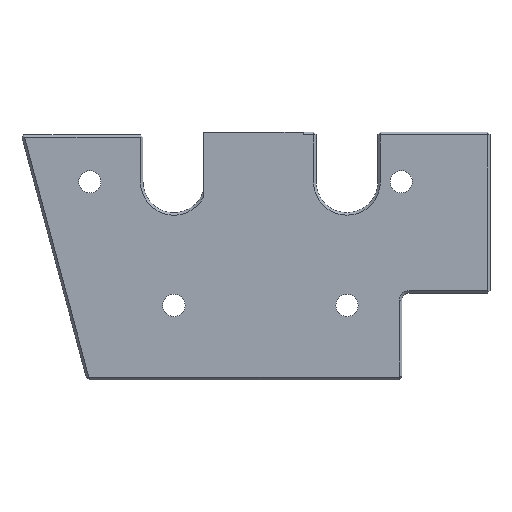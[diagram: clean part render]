
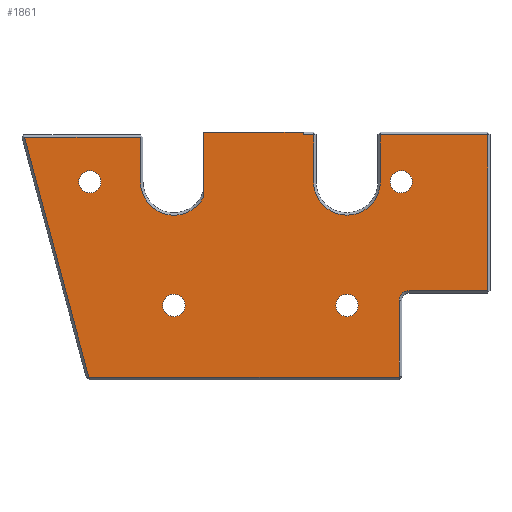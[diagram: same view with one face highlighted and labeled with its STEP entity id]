
A CAD part, top view. The second image highlights one B-rep face of the part: STEP entity #1861.
In plain terms, the highlighted planar face has unit normal (0, 0, 1).
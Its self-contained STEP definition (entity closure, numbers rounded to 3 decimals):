
#187=DIRECTION('',(0.,-1.,0.));
#188=VECTOR('',#187,26.352);
#189=CARTESIAN_POINT('',(-198.088,-298.,293.7));
#190=LINE('',#189,#188);
#194=DIRECTION('',(-1.,0.,0.));
#195=VECTOR('',#194,40.367);
#196=CARTESIAN_POINT('',(-157.721,-298.,293.7));
#197=LINE('',#196,#195);
#201=DIRECTION('',(0.,1.,0.));
#202=VECTOR('',#201,1.);
#203=CARTESIAN_POINT('',(-157.721,-299.,293.7));
#204=LINE('',#203,#202);
#208=CARTESIAN_POINT('',(-140.,-318.,293.7));
#209=DIRECTION('',(0.,0.,-1.));
#210=DIRECTION('',(1.,0.,0.));
#211=AXIS2_PLACEMENT_3D('',#208,#209,#210);
#216=CARTESIAN_POINT('',(-114.901,-365.995,293.7));
#217=DIRECTION('',(0.,0.,-1.));
#218=DIRECTION('',(-1.,0.,0.));
#219=AXIS2_PLACEMENT_3D('',#216,#217,#218);
#224=DIRECTION('',(0.259,-0.966,0.));
#225=VECTOR('',#224,100.422);
#226=CARTESIAN_POINT('',(-270.394,-300.,293.7));
#227=LINE('',#226,#225);
#231=CARTESIAN_POINT('',(-210.,-318.,293.7));
#232=DIRECTION('',(0.,0.,-1.));
#233=DIRECTION('',(0.882,-0.471,0.));
#234=AXIS2_PLACEMENT_3D('',#231,#232,#233);
#239=CARTESIAN_POINT('',(-118.,-318.,293.7));
#240=DIRECTION('',(0.,0.,-1.));
#241=DIRECTION('',(1.,0.,0.));
#242=AXIS2_PLACEMENT_3D('',#239,#240,#241);
#247=CARTESIAN_POINT('',(-118.,-318.,293.7));
#248=DIRECTION('',(0.,0.,-1.));
#249=DIRECTION('',(-1.,0.,0.));
#250=AXIS2_PLACEMENT_3D('',#247,#248,#249);
#255=CARTESIAN_POINT('',(-140.,-368.,293.7));
#256=DIRECTION('',(0.,0.,-1.));
#257=DIRECTION('',(1.,0.,0.));
#258=AXIS2_PLACEMENT_3D('',#255,#256,#257);
#263=CARTESIAN_POINT('',(-140.,-368.,293.7));
#264=DIRECTION('',(0.,0.,-1.));
#265=DIRECTION('',(-1.,0.,0.));
#266=AXIS2_PLACEMENT_3D('',#263,#264,#265);
#271=CARTESIAN_POINT('',(-210.,-368.,293.7));
#272=DIRECTION('',(0.,0.,-1.));
#273=DIRECTION('',(1.,0.,0.));
#274=AXIS2_PLACEMENT_3D('',#271,#272,#273);
#279=CARTESIAN_POINT('',(-210.,-368.,293.7));
#280=DIRECTION('',(0.,0.,-1.));
#281=DIRECTION('',(-1.,0.,0.));
#282=AXIS2_PLACEMENT_3D('',#279,#280,#281);
#287=CARTESIAN_POINT('',(-244.,-318.,293.7));
#288=DIRECTION('',(0.,0.,-1.));
#289=DIRECTION('',(1.,0.,0.));
#290=AXIS2_PLACEMENT_3D('',#287,#288,#289);
#295=CARTESIAN_POINT('',(-244.,-318.,293.7));
#296=DIRECTION('',(0.,0.,-1.));
#297=DIRECTION('',(-1.,0.,0.));
#298=AXIS2_PLACEMENT_3D('',#295,#296,#297);
#433=DIRECTION('',(-1.,0.,0.));
#434=VECTOR('',#433,125.501);
#435=CARTESIAN_POINT('',(-118.901,-397.,293.7));
#436=LINE('',#435,#434);
#468=DIRECTION('',(0.,-1.,0.));
#469=VECTOR('',#468,31.005);
#470=CARTESIAN_POINT('',(-118.901,-365.995,293.7));
#471=LINE('',#470,#469);
#504=DIRECTION('',(-1.,0.,0.));
#505=VECTOR('',#504,31.755);
#506=CARTESIAN_POINT('',(-83.146,-361.995,293.7));
#507=LINE('',#506,#505);
#715=DIRECTION('',(0.,-1.,0.));
#716=VECTOR('',#715,62.995);
#717=CARTESIAN_POINT('',(-83.146,-299.,293.7));
#718=LINE('',#717,#716);
#919=DIRECTION('',(0.,-1.,0.));
#920=VECTOR('',#919,19.);
#921=CARTESIAN_POINT('',(-153.5,-299.,293.7));
#922=LINE('',#921,#920);
#1004=DIRECTION('',(1.,0.,0.));
#1005=VECTOR('',#1004,43.354);
#1006=CARTESIAN_POINT('',(-126.5,-299.,293.7));
#1007=LINE('',#1006,#1005);
#1032=DIRECTION('',(0.,1.,0.));
#1033=VECTOR('',#1032,19.);
#1034=CARTESIAN_POINT('',(-126.5,-318.,293.7));
#1035=LINE('',#1034,#1033);
#1046=DIRECTION('',(1.,0.,0.));
#1047=VECTOR('',#1046,4.221);
#1048=CARTESIAN_POINT('',(-157.721,-299.,293.7));
#1049=LINE('',#1048,#1047);
#1214=DIRECTION('',(1.,0.,0.));
#1215=VECTOR('',#1214,46.894);
#1216=CARTESIAN_POINT('',(-270.394,-300.,293.7));
#1217=LINE('',#1216,#1215);
#1333=DIRECTION('',(0.,-1.,0.));
#1334=VECTOR('',#1333,18.);
#1335=CARTESIAN_POINT('',(-223.5,-300.,293.7));
#1336=LINE('',#1335,#1334);
#1524=CARTESIAN_POINT('',(-244.402,-397.,293.7));
#1526=VERTEX_POINT('',#1524);
#1540=CARTESIAN_POINT('',(-270.394,-300.,293.7));
#1542=VERTEX_POINT('',#1540);
#1547=CARTESIAN_POINT('',(-198.088,-324.352,293.7));
#1548=CARTESIAN_POINT('',(-223.5,-318.,293.7));
#1549=VERTEX_POINT('',#1547);
#1550=VERTEX_POINT('',#1548);
#1558=CARTESIAN_POINT('',(-223.5,-300.,293.7));
#1559=VERTEX_POINT('',#1558);
#1566=CARTESIAN_POINT('',(-157.721,-299.,293.7));
#1567=CARTESIAN_POINT('',(-157.721,-298.,293.7));
#1568=VERTEX_POINT('',#1566);
#1569=VERTEX_POINT('',#1567);
#1572=CARTESIAN_POINT('',(-118.901,-397.,293.7));
#1574=VERTEX_POINT('',#1572);
#1580=CARTESIAN_POINT('',(-198.088,-298.,293.7));
#1581=VERTEX_POINT('',#1580);
#1584=CARTESIAN_POINT('',(-83.146,-299.,293.7));
#1585=CARTESIAN_POINT('',(-83.146,-361.995,293.7));
#1586=VERTEX_POINT('',#1584);
#1587=VERTEX_POINT('',#1585);
#1602=CARTESIAN_POINT('',(-126.5,-299.,293.7));
#1603=VERTEX_POINT('',#1602);
#1604=CARTESIAN_POINT('',(-126.5,-318.,293.7));
#1606=VERTEX_POINT('',#1604);
#1608=CARTESIAN_POINT('',(-153.5,-299.,293.7));
#1609=VERTEX_POINT('',#1608);
#1621=CARTESIAN_POINT('',(-153.5,-318.,293.7));
#1623=VERTEX_POINT('',#1621);
#1654=CARTESIAN_POINT('',(-118.901,-365.995,293.7));
#1655=VERTEX_POINT('',#1654);
#1658=CARTESIAN_POINT('',(-114.901,-361.995,293.7));
#1659=VERTEX_POINT('',#1658);
#1683=CARTESIAN_POINT('',(-122.5,-318.,293.7));
#1685=VERTEX_POINT('',#1683);
#1687=CARTESIAN_POINT('',(-113.5,-318.,293.7));
#1689=VERTEX_POINT('',#1687);
#1695=CARTESIAN_POINT('',(-144.5,-368.,293.7));
#1697=VERTEX_POINT('',#1695);
#1699=CARTESIAN_POINT('',(-135.5,-368.,293.7));
#1701=VERTEX_POINT('',#1699);
#1714=CARTESIAN_POINT('',(-248.5,-318.,293.7));
#1715=VERTEX_POINT('',#1714);
#1716=CARTESIAN_POINT('',(-239.5,-318.,293.7));
#1717=VERTEX_POINT('',#1716);
#1726=CARTESIAN_POINT('',(-214.5,-368.,293.7));
#1727=VERTEX_POINT('',#1726);
#1728=CARTESIAN_POINT('',(-205.5,-368.,293.7));
#1729=VERTEX_POINT('',#1728);
#1797=CARTESIAN_POINT('',(-25.,323.,293.7));
#1798=DIRECTION('',(0.,0.,-1.));
#1799=DIRECTION('',(0.,1.,0.));
#1800=AXIS2_PLACEMENT_3D('',#1797,#1798,#1799);
#1801=PLANE('',#1800);
#1803=ORIENTED_EDGE('',*,*,#1802,.F.);
#1805=ORIENTED_EDGE('',*,*,#1804,.F.);
#1807=ORIENTED_EDGE('',*,*,#1806,.F.);
#1809=ORIENTED_EDGE('',*,*,#1808,.T.);
#1811=ORIENTED_EDGE('',*,*,#1810,.T.);
#1813=ORIENTED_EDGE('',*,*,#1812,.F.);
#1815=ORIENTED_EDGE('',*,*,#1814,.T.);
#1817=ORIENTED_EDGE('',*,*,#1816,.T.);
#1819=ORIENTED_EDGE('',*,*,#1818,.T.);
#1821=ORIENTED_EDGE('',*,*,#1820,.T.);
#1823=ORIENTED_EDGE('',*,*,#1822,.F.);
#1825=ORIENTED_EDGE('',*,*,#1824,.T.);
#1827=ORIENTED_EDGE('',*,*,#1826,.T.);
#1829=ORIENTED_EDGE('',*,*,#1828,.F.);
#1831=ORIENTED_EDGE('',*,*,#1830,.T.);
#1833=ORIENTED_EDGE('',*,*,#1832,.T.);
#1834=ORIENTED_EDGE('',*,*,#1780,.F.);
#1835=EDGE_LOOP('',(#1803,#1805,#1807,#1809,#1811,#1813,#1815,#1817,#1819,#1821,
#1823,#1825,#1827,#1829,#1831,#1833,#1834));
#1836=FACE_OUTER_BOUND('',#1835,.F.);
#1838=ORIENTED_EDGE('',*,*,#1837,.F.);
#1840=ORIENTED_EDGE('',*,*,#1839,.F.);
#1841=EDGE_LOOP('',(#1838,#1840));
#1842=FACE_BOUND('',#1841,.F.);
#1844=ORIENTED_EDGE('',*,*,#1843,.F.);
#1846=ORIENTED_EDGE('',*,*,#1845,.F.);
#1847=EDGE_LOOP('',(#1844,#1846));
#1848=FACE_BOUND('',#1847,.F.);
#1850=ORIENTED_EDGE('',*,*,#1849,.F.);
#1852=ORIENTED_EDGE('',*,*,#1851,.F.);
#1853=EDGE_LOOP('',(#1850,#1852));
#1854=FACE_BOUND('',#1853,.F.);
#1856=ORIENTED_EDGE('',*,*,#1855,.F.);
#1858=ORIENTED_EDGE('',*,*,#1857,.F.);
#1859=EDGE_LOOP('',(#1856,#1858));
#1860=FACE_BOUND('',#1859,.F.);
#212=CIRCLE('',#211,13.5);
#220=CIRCLE('',#219,4.);
#235=CIRCLE('',#234,13.5);
#243=CIRCLE('',#242,4.5);
#251=CIRCLE('',#250,4.5);
#259=CIRCLE('',#258,4.5);
#267=CIRCLE('',#266,4.5);
#275=CIRCLE('',#274,4.5);
#283=CIRCLE('',#282,4.5);
#291=CIRCLE('',#290,4.5);
#299=CIRCLE('',#298,4.5);
#1780=EDGE_CURVE('',#1549,#1550,#235,.T.);
#1802=EDGE_CURVE('',#1581,#1549,#190,.T.);
#1804=EDGE_CURVE('',#1569,#1581,#197,.T.);
#1806=EDGE_CURVE('',#1568,#1569,#204,.T.);
#1808=EDGE_CURVE('',#1568,#1609,#1049,.T.);
#1810=EDGE_CURVE('',#1609,#1623,#922,.T.);
#1812=EDGE_CURVE('',#1606,#1623,#212,.T.);
#1814=EDGE_CURVE('',#1606,#1603,#1035,.T.);
#1816=EDGE_CURVE('',#1603,#1586,#1007,.T.);
#1818=EDGE_CURVE('',#1586,#1587,#718,.T.);
#1820=EDGE_CURVE('',#1587,#1659,#507,.T.);
#1822=EDGE_CURVE('',#1655,#1659,#220,.T.);
#1824=EDGE_CURVE('',#1655,#1574,#471,.T.);
#1826=EDGE_CURVE('',#1574,#1526,#436,.T.);
#1828=EDGE_CURVE('',#1542,#1526,#227,.T.);
#1830=EDGE_CURVE('',#1542,#1559,#1217,.T.);
#1832=EDGE_CURVE('',#1559,#1550,#1336,.T.);
#1837=EDGE_CURVE('',#1689,#1685,#243,.T.);
#1839=EDGE_CURVE('',#1685,#1689,#251,.T.);
#1843=EDGE_CURVE('',#1701,#1697,#259,.T.);
#1845=EDGE_CURVE('',#1697,#1701,#267,.T.);
#1849=EDGE_CURVE('',#1729,#1727,#275,.T.);
#1851=EDGE_CURVE('',#1727,#1729,#283,.T.);
#1855=EDGE_CURVE('',#1717,#1715,#291,.T.);
#1857=EDGE_CURVE('',#1715,#1717,#299,.T.);
#1861=ADVANCED_FACE('',(#1836,#1842,#1848,#1854,#1860),#1801,.F.);
